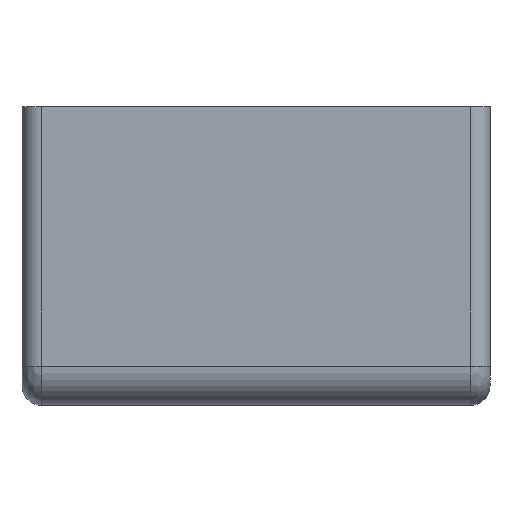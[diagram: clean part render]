
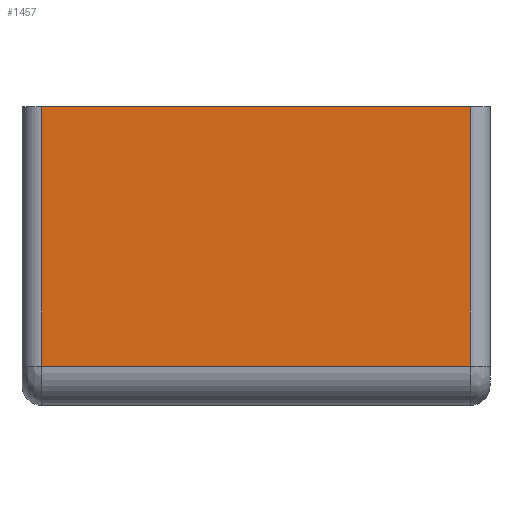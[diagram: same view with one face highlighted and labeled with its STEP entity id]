
A CAD part, front view. The second image highlights one B-rep face of the part: STEP entity #1457.
In plain terms, the highlighted planar face has unit normal (0, -1, 0).
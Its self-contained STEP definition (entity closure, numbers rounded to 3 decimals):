
#40=PLANE('',#1575);
#95=FACE_OUTER_BOUND('',#183,.T.);
#183=EDGE_LOOP('',(#1079,#1080,#1081,#1082));
#399=LINE('',#3831,#487);
#409=LINE('',#4323,#497);
#410=LINE('',#4327,#498);
#411=LINE('',#4328,#499);
#487=VECTOR('',#1769,10.);
#497=VECTOR('',#1809,10.);
#498=VECTOR('',#1814,10.);
#499=VECTOR('',#1815,10.);
#624=VERTEX_POINT('',#3828);
#625=VERTEX_POINT('',#3830);
#638=VERTEX_POINT('',#4322);
#639=VERTEX_POINT('',#4326);
#792=EDGE_CURVE('',#624,#625,#399,.T.);
#816=EDGE_CURVE('',#625,#638,#409,.T.);
#818=EDGE_CURVE('',#639,#624,#410,.T.);
#819=EDGE_CURVE('',#638,#639,#411,.T.);
#1079=ORIENTED_EDGE('',*,*,#792,.F.);
#1080=ORIENTED_EDGE('',*,*,#818,.F.);
#1081=ORIENTED_EDGE('',*,*,#819,.F.);
#1082=ORIENTED_EDGE('',*,*,#816,.F.);
#1457=ADVANCED_FACE('',(#95),#40,.T.);
#1575=AXIS2_PLACEMENT_3D('',#4325,#1812,#1813);
#1769=DIRECTION('',(0.,0.,-1.));
#1809=DIRECTION('',(-1.,0.,0.));
#1812=DIRECTION('center_axis',(0.,-1.,0.));
#1813=DIRECTION('ref_axis',(1.,0.,0.));
#1814=DIRECTION('',(1.,0.,0.));
#1815=DIRECTION('',(0.,0.,1.));
#3828=CARTESIAN_POINT('',(57.,-68.5,38.));
#3830=CARTESIAN_POINT('',(57.,-68.5,5.));
#3831=CARTESIAN_POINT('',(57.,-68.5,0.));
#4322=CARTESIAN_POINT('',(2.5,-68.5,5.));
#4323=CARTESIAN_POINT('',(14.875,-68.5,5.));
#4325=CARTESIAN_POINT('Origin',(0.,-68.5,0.));
#4326=CARTESIAN_POINT('',(2.5,-68.5,38.));
#4327=CARTESIAN_POINT('',(22.6,-68.5,38.));
#4328=CARTESIAN_POINT('',(2.5,-68.5,0.));
